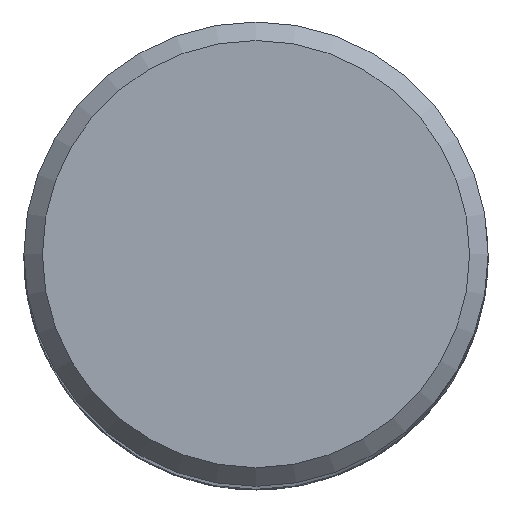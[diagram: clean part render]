
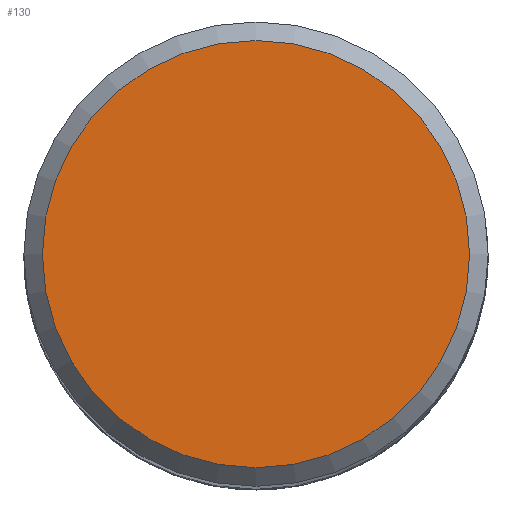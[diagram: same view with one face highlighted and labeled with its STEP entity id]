
A CAD part, top view. The second image highlights one B-rep face of the part: STEP entity #130.
In plain terms, the highlighted planar face has unit normal (0, 0, 1).
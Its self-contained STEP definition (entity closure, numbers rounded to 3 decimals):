
#103=FACE_OUTER_BOUND('',#195,.T.);
#111=PLANE('',#381);
#130=ADVANCED_FACE('CU_CY_SU_2',(#103),#111,.F.);
#195=EDGE_LOOP('',(#225));
#225=ORIENTED_EDGE('',*,*,#256,.F.);
#240=VERTEX_POINT('',#526);
#256=EDGE_CURVE('',#240,#240,#271,.T.);
#271=CIRCLE('',#379,11.5);
#379=AXIS2_PLACEMENT_3D('',#525,#456,#457);
#381=AXIS2_PLACEMENT_3D('',#528,#460,#461);
#456=DIRECTION('',(0.,0.,-1.));
#457=DIRECTION('',(-1.,0.,0.));
#460=DIRECTION('',(0.,0.,-1.));
#461=DIRECTION('',(-1.,0.,0.));
#525=CARTESIAN_POINT('',(0.,0.,0.));
#526=CARTESIAN_POINT('',(-11.5,0.,0.));
#528=CARTESIAN_POINT('',(-12.5,0.,0.));
